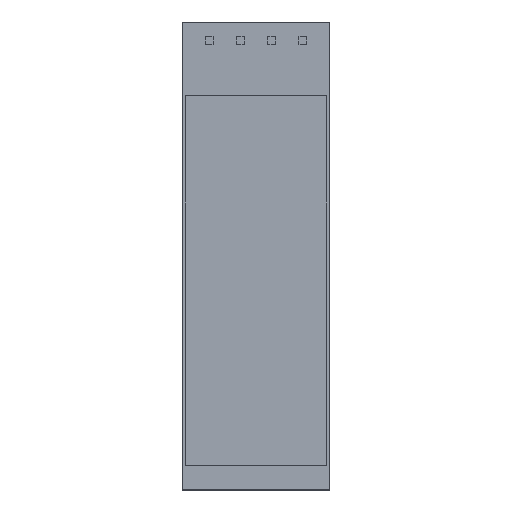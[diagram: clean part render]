
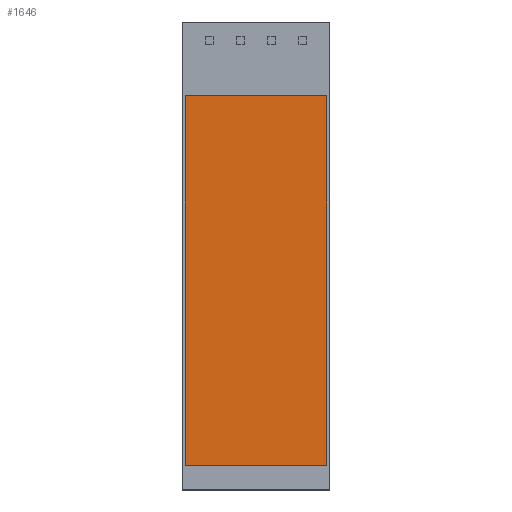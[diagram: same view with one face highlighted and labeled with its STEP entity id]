
A CAD part, top view. The second image highlights one B-rep face of the part: STEP entity #1646.
In plain terms, the highlighted planar face has unit normal (0, 0, 1).
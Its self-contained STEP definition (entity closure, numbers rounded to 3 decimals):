
#1517 = VERTEX_POINT('',#1518);
#1518 = CARTESIAN_POINT('',(-5.75,13.,2.2));
#1524 = EDGE_CURVE('',#1517,#1525,#1527,.T.);
#1525 = VERTEX_POINT('',#1526);
#1526 = CARTESIAN_POINT('',(5.75,13.,2.2));
#1527 = LINE('',#1528,#1529);
#1528 = CARTESIAN_POINT('',(-5.75,13.,2.2));
#1529 = VECTOR('',#1530,1.);
#1530 = DIRECTION('',(1.,0.,0.));
#1555 = EDGE_CURVE('',#1525,#1556,#1558,.T.);
#1556 = VERTEX_POINT('',#1557);
#1557 = CARTESIAN_POINT('',(5.75,-17.,2.2));
#1558 = LINE('',#1559,#1560);
#1559 = CARTESIAN_POINT('',(5.75,13.,2.2));
#1560 = VECTOR('',#1561,1.);
#1561 = DIRECTION('',(0.,-1.,0.));
#1586 = EDGE_CURVE('',#1556,#1587,#1589,.T.);
#1587 = VERTEX_POINT('',#1588);
#1588 = CARTESIAN_POINT('',(-5.75,-17.,2.2));
#1589 = LINE('',#1590,#1591);
#1590 = CARTESIAN_POINT('',(5.75,-17.,2.2));
#1591 = VECTOR('',#1592,1.);
#1592 = DIRECTION('',(-1.,0.,0.));
#1617 = EDGE_CURVE('',#1587,#1517,#1618,.T.);
#1618 = LINE('',#1619,#1620);
#1619 = CARTESIAN_POINT('',(-5.75,-17.,2.2));
#1620 = VECTOR('',#1621,1.);
#1621 = DIRECTION('',(0.,1.,0.));
#1646 = ADVANCED_FACE('',(#1647),#1653,.T.);
#1647 = FACE_BOUND('',#1648,.F.);
#1648 = EDGE_LOOP('',(#1649,#1650,#1651,#1652));
#1649 = ORIENTED_EDGE('',*,*,#1524,.T.);
#1650 = ORIENTED_EDGE('',*,*,#1555,.T.);
#1651 = ORIENTED_EDGE('',*,*,#1586,.T.);
#1652 = ORIENTED_EDGE('',*,*,#1617,.T.);
#1653 = PLANE('',#1654);
#1654 = AXIS2_PLACEMENT_3D('',#1655,#1656,#1657);
#1655 = CARTESIAN_POINT('',(0.,-2.,2.2));
#1656 = DIRECTION('',(0.,0.,1.));
#1657 = DIRECTION('',(1.,0.,0.));
